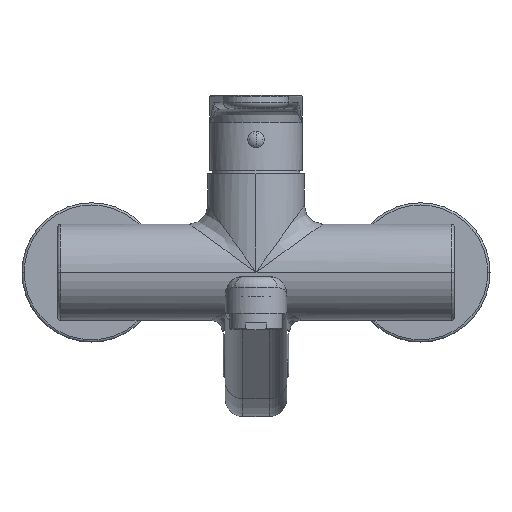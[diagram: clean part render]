
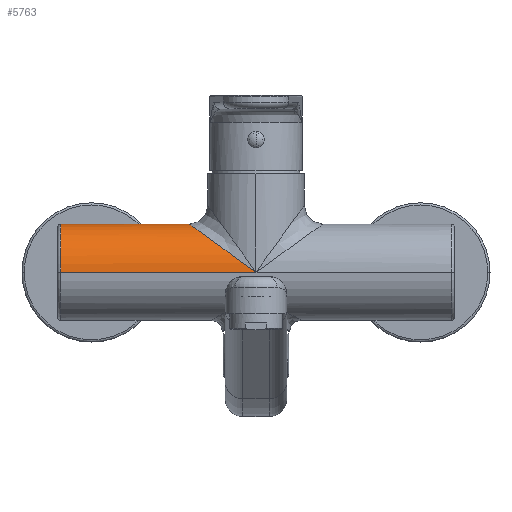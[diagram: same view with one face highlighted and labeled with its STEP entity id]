
A CAD part, top view. The second image highlights one B-rep face of the part: STEP entity #5763.
In plain terms, the highlighted cylindrical face has radius 22 mm (diameter 44 mm), a partial arc.
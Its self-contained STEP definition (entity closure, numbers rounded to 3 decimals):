
#128=DIRECTION('',(1.,0.,0.));
#129=VECTOR('',#128,89.);
#130=CARTESIAN_POINT('',(-89.,0.,22.));
#131=LINE('',#130,#129);
#237=CARTESIAN_POINT('',(-89.,0.,0.));
#238=DIRECTION('',(1.,0.,0.));
#239=DIRECTION('',(0.,0.,-1.));
#240=AXIS2_PLACEMENT_3D('',#237,#238,#239);
#242=DIRECTION('',(1.,0.,0.));
#243=VECTOR('',#242,3.75);
#244=CARTESIAN_POINT('',(-89.,0.,-22.));
#245=LINE('',#244,#243);
#246=CARTESIAN_POINT('',(-75.,10.25,-19.466));
#247=CARTESIAN_POINT('',(-75.732,10.25,-19.466));
#248=CARTESIAN_POINT('',(-77.181,10.097,-19.548));
#249=CARTESIAN_POINT('',(-79.346,9.38,-19.909));
#250=CARTESIAN_POINT('',(-81.391,8.135,-20.462));
#251=CARTESIAN_POINT('',(-83.117,6.413,-21.076));
#252=CARTESIAN_POINT('',(-84.361,4.387,-21.594));
#253=CARTESIAN_POINT('',(-85.091,2.216,-21.925));
#254=CARTESIAN_POINT('',(-85.25,0.744,-22.));
#255=CARTESIAN_POINT('',(-85.25,0.,-22.));
#257=CARTESIAN_POINT('',(-64.75,0.,-22.));
#258=CARTESIAN_POINT('',(-64.75,0.744,-22.));
#259=CARTESIAN_POINT('',(-64.909,2.216,-21.925));
#260=CARTESIAN_POINT('',(-65.639,4.387,-21.594));
#261=CARTESIAN_POINT('',(-66.883,6.413,-21.076));
#262=CARTESIAN_POINT('',(-68.609,8.135,-20.462));
#263=CARTESIAN_POINT('',(-70.654,9.38,-19.909));
#264=CARTESIAN_POINT('',(-72.819,10.097,-19.548));
#265=CARTESIAN_POINT('',(-74.268,10.25,-19.466));
#266=CARTESIAN_POINT('',(-75.,10.25,-19.466));
#268=DIRECTION('',(1.,0.,0.));
#269=VECTOR('',#268,64.75);
#270=CARTESIAN_POINT('',(-64.75,0.,-22.));
#271=LINE('',#270,#269);
#272=CARTESIAN_POINT('',(0.,0.,-22.));
#273=CARTESIAN_POINT('',(-2.346,1.692,-22.));
#274=CARTESIAN_POINT('',(-6.767,4.882,-21.611));
#275=CARTESIAN_POINT('',(-12.448,8.979,-20.226));
#276=CARTESIAN_POINT('',(-17.295,12.475,-18.259));
#277=CARTESIAN_POINT('',(-21.339,15.392,-15.861));
#278=CARTESIAN_POINT('',(-24.612,17.753,-13.15));
#279=CARTESIAN_POINT('',(-27.133,19.572,-10.233));
#280=CARTESIAN_POINT('',(-28.918,20.859,-7.228));
#281=CARTESIAN_POINT('',(-30.011,21.647,-4.276));
#282=CARTESIAN_POINT('',(-30.52,22.015,-1.421));
#283=CARTESIAN_POINT('',(-30.522,22.016,1.401));
#284=CARTESIAN_POINT('',(-30.017,21.652,4.254));
#285=CARTESIAN_POINT('',(-28.928,20.866,7.208));
#286=CARTESIAN_POINT('',(-27.145,19.58,10.217));
#287=CARTESIAN_POINT('',(-24.626,17.763,13.138));
#288=CARTESIAN_POINT('',(-21.353,15.402,15.852));
#289=CARTESIAN_POINT('',(-17.308,12.484,18.253));
#290=CARTESIAN_POINT('',(-12.458,8.986,20.223));
#291=CARTESIAN_POINT('',(-6.773,4.886,21.61));
#292=CARTESIAN_POINT('',(-2.348,1.693,22.));
#293=CARTESIAN_POINT('',(0.,0.,22.));
#804=CARTESIAN_POINT('',(0.,0.,22.));
#825=CARTESIAN_POINT('',(0.,0.,-22.));
#4272=VERTEX_POINT('',#804);
#4273=VERTEX_POINT('',#825);
#4603=CARTESIAN_POINT('',(-75.,10.25,-19.466));
#4604=VERTEX_POINT('',#4603);
#4607=VERTEX_POINT('',#257);
#4608=VERTEX_POINT('',#255);
#4609=CARTESIAN_POINT('',(-89.,0.,22.));
#4610=CARTESIAN_POINT('',(-89.,0.,-22.));
#4611=VERTEX_POINT('',#4609);
#4612=VERTEX_POINT('',#4610);
#5746=CARTESIAN_POINT('',(-90.5,0.,0.));
#5747=DIRECTION('',(1.,0.,0.));
#5748=DIRECTION('',(0.,0.,-1.));
#5749=AXIS2_PLACEMENT_3D('',#5746,#5747,#5748);
#5750=CYLINDRICAL_SURFACE('',#5749,22.);
#5751=ORIENTED_EDGE('',*,*,#5730,.F.);
#5752=ORIENTED_EDGE('',*,*,#5687,.T.);
#5754=ORIENTED_EDGE('',*,*,#5753,.F.);
#5756=ORIENTED_EDGE('',*,*,#5755,.F.);
#5757=ORIENTED_EDGE('',*,*,#5681,.T.);
#5759=ORIENTED_EDGE('',*,*,#5758,.T.);
#5760=ORIENTED_EDGE('',*,*,#5667,.F.);
#5761=EDGE_LOOP('',(#5751,#5752,#5754,#5756,#5757,#5759,#5760));
#5762=FACE_OUTER_BOUND('',#5761,.F.);
#5763=ADVANCED_FACE('',(#5762),#5750,.T.);
#241=CIRCLE('',#240,22.);
#256=B_SPLINE_CURVE_WITH_KNOTS('',3,(#246,#247,#248,#249,#250,#251,#252,#253,
#254,#255),.UNSPECIFIED.,.F.,.F.,(4,1,1,1,1,1,1,4),(0.,0.143,
0.286,0.429,0.571,0.714,
0.857,1.),.UNSPECIFIED.);
#267=B_SPLINE_CURVE_WITH_KNOTS('',3,(#257,#258,#259,#260,#261,#262,#263,#264,
#265,#266),.UNSPECIFIED.,.F.,.F.,(4,1,1,1,1,1,1,4),(0.,0.143,
0.286,0.429,0.571,0.714,
0.857,1.),.UNSPECIFIED.);
#294=B_SPLINE_CURVE_WITH_KNOTS('',3,(#272,#273,#274,#275,#276,#277,#278,#279,
#280,#281,#282,#283,#284,#285,#286,#287,#288,#289,#290,#291,#292,#293),
.UNSPECIFIED.,.F.,.F.,(4,1,1,1,1,1,1,1,1,1,1,1,1,1,1,1,1,1,1,4),(0.,
0.053,0.105,0.158,0.211,
0.263,0.316,0.368,0.421,
0.474,0.526,0.579,0.632,
0.684,0.737,0.789,0.842,
0.895,0.947,1.),.UNSPECIFIED.);
#5667=EDGE_CURVE('',#4611,#4272,#131,.T.);
#5681=EDGE_CURVE('',#4607,#4273,#271,.T.);
#5687=EDGE_CURVE('',#4612,#4608,#245,.T.);
#5730=EDGE_CURVE('',#4612,#4611,#241,.T.);
#5753=EDGE_CURVE('',#4604,#4608,#256,.T.);
#5755=EDGE_CURVE('',#4607,#4604,#267,.T.);
#5758=EDGE_CURVE('',#4273,#4272,#294,.T.);
